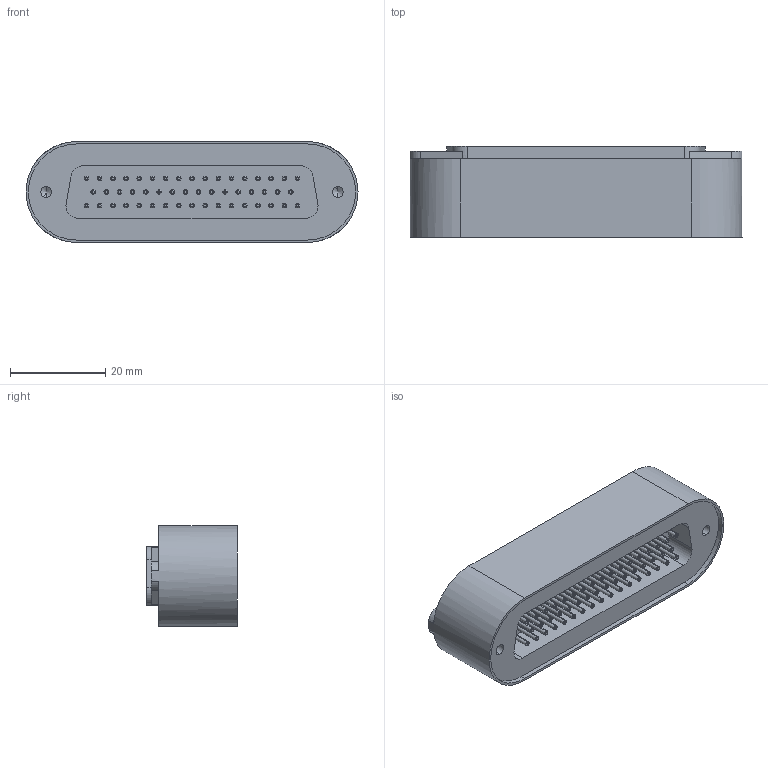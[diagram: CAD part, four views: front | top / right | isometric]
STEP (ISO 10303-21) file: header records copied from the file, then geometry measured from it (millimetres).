
FILE_DESCRIPTION (( 'STEP AP214' ), '1' );
FILE_NAME ('XSD-50.step', '2017-07-10T06:50:04', ( 'install' ), ( '' ), 'SwSTEP 2.0', 'SolidWorks 2015', '' );
FILE_SCHEMA (( 'AUTOMOTIVE_DESIGN' ));
Length unit declared in the file: inch
Products named in the file (1): XSD-50
Bounding box: 69.55 x 19.05 x 21.13 mm (x, y, z)
Volume: 15135.2 mm3; surface area: 9962.2 mm2
Topology: 1 solids, 1 shells, 666 faces, 1475 edges, 909 vertices
Faces by surface type: cylinder 328, bspline 200, plane 129, cone 9
Entity records: 21591 total; most frequent: CARTESIAN_POINT 6644, DIRECTION 3063, ORIENTED_EDGE 2932, EDGE_CURVE 1466, AXIS2_PLACEMENT_3D 1332, VERTEX_POINT 909, CIRCLE 865, EDGE_LOOP 773
